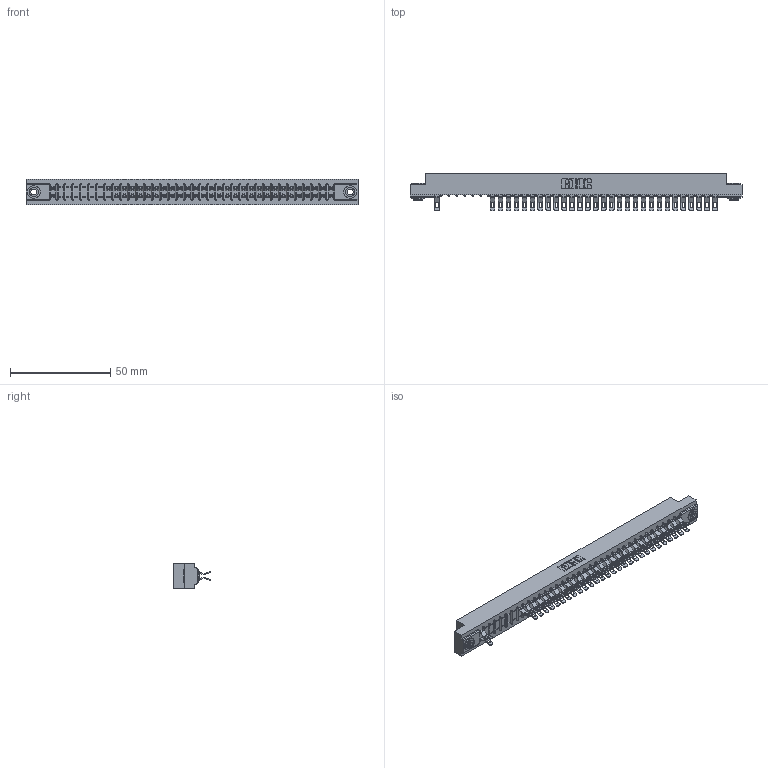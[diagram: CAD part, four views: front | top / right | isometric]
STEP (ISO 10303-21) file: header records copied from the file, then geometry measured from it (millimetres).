
FILE_DESCRIPTION (( 'STEP AP203' ), '1' );
FILE_NAME ('307-072-555-203.STEP', '2018-08-06T15:35:09', ( '' ), ( '' ), 'SwSTEP 2.0', 'SolidWorks 2016', '' );
FILE_SCHEMA (( 'CONFIG_CONTROL_DESIGN' ));
Length unit declared in the file: inch
Products named in the file (4): 307 Part_.156 Dia Mounting Holes; 307-290-001_555; 307-072-555-203; 345-250-002_345-250-002-102
Assembly tree (62 placements, depth 2):
  307-072-555-203
    307 Part_.156 Dia Mounting Holes
    307-290-001_555  x59
    345-250-002_345-250-002-102  x2
Bounding box: 165.66 x 18.75 x 12.7 mm (x, y, z)
Volume: 17582.1 mm3; surface area: 21512.5 mm2
Topology: 62 solids, 62 shells, 3936 faces, 11530 edges, 7504 vertices
Faces by surface type: plane 2178, cylinder 1676, sphere 74, cone 8
Entity records: 33940 total; most frequent: CARTESIAN_POINT 5596, ORIENTED_EDGE 5552, DIRECTION 5492, EDGE_CURVE 2776, LINE 2108, VECTOR 2108, VERTEX_POINT 1796, AXIS2_PLACEMENT_3D 1692
